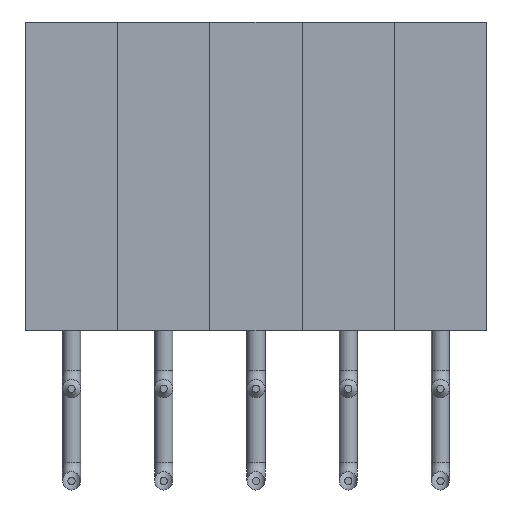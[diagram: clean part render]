
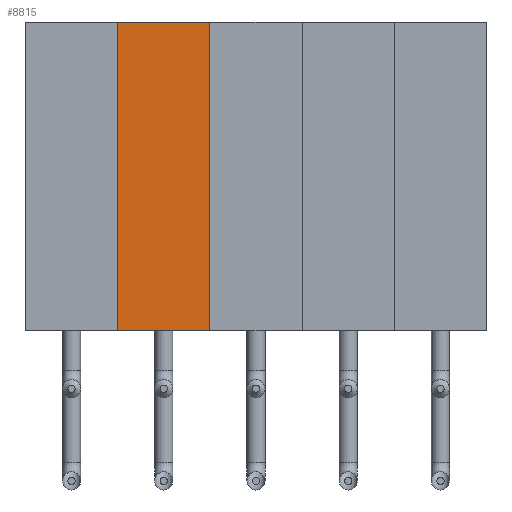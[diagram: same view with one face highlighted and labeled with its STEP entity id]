
A CAD part, front view. The second image highlights one B-rep face of the part: STEP entity #8815.
In plain terms, the highlighted planar face has unit normal (0, -1, 0).
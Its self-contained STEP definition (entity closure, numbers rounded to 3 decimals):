
#547=PLANE('',#9574);
#1095=FACE_OUTER_BOUND('',#1663,.T.);
#1663=EDGE_LOOP('',(#6893,#6894,#6895,#6896));
#2268=LINE('',#14860,#2978);
#2274=LINE('',#14873,#2984);
#2285=LINE('',#15000,#2995);
#2296=LINE('',#15026,#3006);
#2978=VECTOR('',#11155,10.);
#2984=VECTOR('',#11167,10.);
#2995=VECTOR('',#11224,10.);
#3006=VECTOR('',#11257,10.);
#4046=VERTEX_POINT('',#14857);
#4047=VERTEX_POINT('',#14859);
#4051=VERTEX_POINT('',#14871);
#4064=VERTEX_POINT('',#14999);
#5021=EDGE_CURVE('',#4046,#4047,#2268,.T.);
#5028=EDGE_CURVE('',#4051,#4046,#2274,.T.);
#5053=EDGE_CURVE('',#4047,#4064,#2285,.T.);
#5066=EDGE_CURVE('',#4051,#4064,#2296,.T.);
#6893=ORIENTED_EDGE('',*,*,#5028,.F.);
#6894=ORIENTED_EDGE('',*,*,#5066,.T.);
#6895=ORIENTED_EDGE('',*,*,#5053,.F.);
#6896=ORIENTED_EDGE('',*,*,#5021,.F.);
#8815=ADVANCED_FACE('',(#1095),#547,.T.);
#9574=AXIS2_PLACEMENT_3D('',#15027,#11258,#11259);
#11155=DIRECTION('',(0.,0.,1.));
#11167=DIRECTION('',(-1.,0.,0.));
#11224=DIRECTION('',(1.,0.,0.));
#11257=DIRECTION('',(0.,0.,1.));
#11258=DIRECTION('center_axis',(0.,-1.,0.));
#11259=DIRECTION('ref_axis',(1.,0.,0.));
#14857=CARTESIAN_POINT('',(2.54,-2.4,0.));
#14859=CARTESIAN_POINT('',(2.54,-2.4,8.5));
#14860=CARTESIAN_POINT('',(2.54,-2.4,0.));
#14871=CARTESIAN_POINT('',(5.08,-2.4,0.));
#14873=CARTESIAN_POINT('',(5.08,-2.4,0.));
#14999=CARTESIAN_POINT('',(5.08,-2.4,8.5));
#15000=CARTESIAN_POINT('',(5.08,-2.4,8.5));
#15026=CARTESIAN_POINT('',(5.08,-2.4,0.));
#15027=CARTESIAN_POINT('Origin',(2.54,-2.4,0.));
